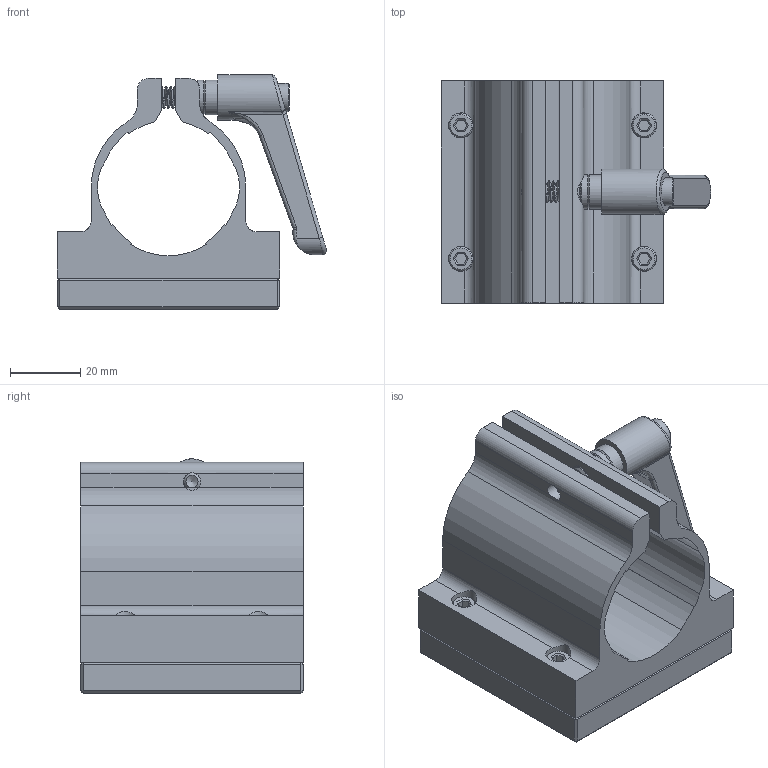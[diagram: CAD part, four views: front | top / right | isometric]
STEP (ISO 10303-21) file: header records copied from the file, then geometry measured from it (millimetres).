
FILE_DESCRIPTION(/* description */ ('STEP AP214'),/* implementation_level */ '2;1');
FILE_NAME(/* name */ 'arm_c1511m_ext.stp',/* time_stamp */ '2022-12-09T17:46:32+01:00',/* author */ ('Rik Ubaghs'),/* organization */ (''),/* preprocessor_version */ 'ST-DEVELOPER v18.1',/* originating_system */ 'Autodesk Inventor 2021',/* authorisation */ '');
FILE_SCHEMA (('AUTOMOTIVE_DESIGN { 1 0 10303 214 3 1 1 }'));
Length unit declared in the file: millimetre
Products named in the file (1): C1511_M-Step
Bounding box: 76.91 x 63.5 x 66.93 mm (x, y, z)
Volume: 102277.1 mm3; surface area: 45737.1 mm2
Topology: 8 solids, 8 shells, 423 faces, 1252 edges, 866 vertices
Faces by surface type: plane 150, cylinder 138, cone 116, bspline 14, torus 5
Full cylindrical faces by diameter (mm): 1.587 x1, 1.6 x1, 3.3 x24, 3.81 x2, 4 x4, 4.369 x4, 4.7 x9, 4.775 x4, 5 x18, 6.35 x8, 6.731 x4, 7 x4, 7.137 x5, 7.95 x4, 8.001 x1, 9.906 x3, 10.312 x5, 12.954 x1
Entity records: 22378 total; most frequent: CARTESIAN_POINT 9901, DIRECTION 2615, ORIENTED_EDGE 2496, EDGE_CURVE 1248, AXIS2_PLACEMENT_3D 1050, VERTEX_POINT 866, CIRCLE 633, EDGE_LOOP 558
